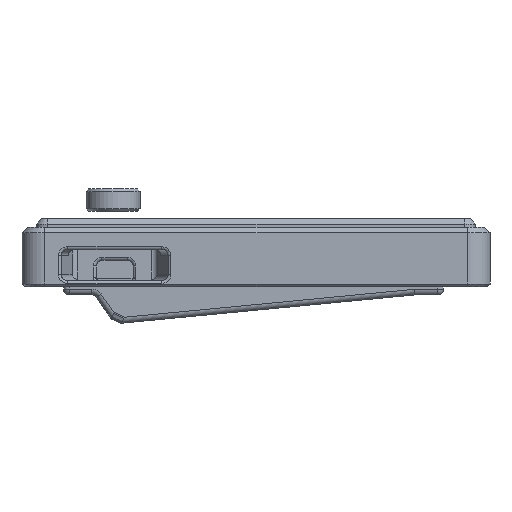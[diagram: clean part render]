
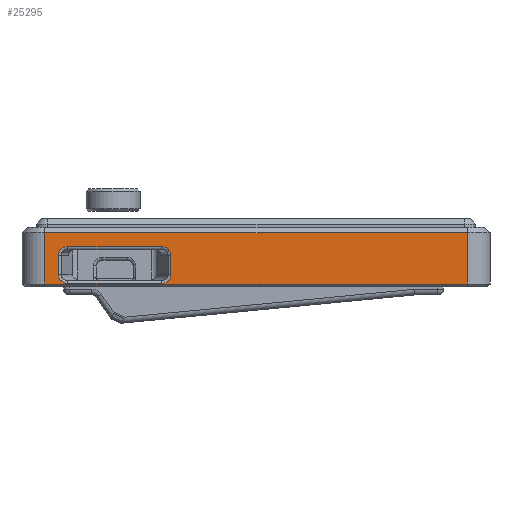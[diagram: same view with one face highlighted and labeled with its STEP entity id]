
A CAD part, left-side view. The second image highlights one B-rep face of the part: STEP entity #25295.
In plain terms, the highlighted planar face has unit normal (-1, 0, 0).
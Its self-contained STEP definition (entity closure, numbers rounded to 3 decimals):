
#23=ELLIPSE('',#27381,3.193,3.);
#26=ELLIPSE('',#27388,3.193,3.);
#28=ELLIPSE('',#27393,3.193,3.);
#30=ELLIPSE('',#27398,3.193,3.);
#1347=FACE_BOUND('',#4557,.T.);
#1859=PLANE('',#27406);
#2999=FACE_OUTER_BOUND('',#4556,.T.);
#4556=EDGE_LOOP('',(#22740,#22741,#22742,#22743));
#4557=EDGE_LOOP('',(#22744,#22745,#22746,#22747,#22748,#22749,#22750,#22751));
#6808=LINE('',#41919,#9178);
#6810=LINE('',#41955,#9180);
#6812=LINE('',#41991,#9182);
#6813=LINE('',#42023,#9183);
#6826=LINE('',#42052,#9196);
#6827=LINE('',#42054,#9197);
#6828=LINE('',#42056,#9198);
#6829=LINE('',#42057,#9199);
#9178=VECTOR('',#33222,10.);
#9180=VECTOR('',#33234,10.);
#9182=VECTOR('',#33246,10.);
#9183=VECTOR('',#33255,10.);
#9196=VECTOR('',#33282,10.);
#9197=VECTOR('',#33283,10.);
#9198=VECTOR('',#33284,10.);
#9199=VECTOR('',#33285,10.);
#12550=VERTEX_POINT('',#41907);
#12551=VERTEX_POINT('',#41909);
#12553=VERTEX_POINT('',#41915);
#12555=VERTEX_POINT('',#41945);
#12557=VERTEX_POINT('',#41951);
#12559=VERTEX_POINT('',#41981);
#12561=VERTEX_POINT('',#41987);
#12563=VERTEX_POINT('',#42017);
#12572=VERTEX_POINT('',#42050);
#12573=VERTEX_POINT('',#42051);
#12574=VERTEX_POINT('',#42053);
#12575=VERTEX_POINT('',#42055);
#16009=EDGE_CURVE('',#12550,#12551,#23,.T.);
#16014=EDGE_CURVE('',#12551,#12553,#6808,.T.);
#16017=EDGE_CURVE('',#12553,#12555,#26,.T.);
#16020=EDGE_CURVE('',#12555,#12557,#6810,.T.);
#16023=EDGE_CURVE('',#12557,#12559,#28,.T.);
#16026=EDGE_CURVE('',#12559,#12561,#6812,.T.);
#16029=EDGE_CURVE('',#12561,#12563,#30,.T.);
#16030=EDGE_CURVE('',#12563,#12550,#6813,.T.);
#16045=EDGE_CURVE('',#12572,#12573,#6826,.T.);
#16046=EDGE_CURVE('',#12574,#12572,#6827,.T.);
#16047=EDGE_CURVE('',#12575,#12574,#6828,.T.);
#16048=EDGE_CURVE('',#12573,#12575,#6829,.T.);
#22740=ORIENTED_EDGE('',*,*,#16045,.F.);
#22741=ORIENTED_EDGE('',*,*,#16046,.F.);
#22742=ORIENTED_EDGE('',*,*,#16047,.F.);
#22743=ORIENTED_EDGE('',*,*,#16048,.F.);
#22744=ORIENTED_EDGE('',*,*,#16009,.F.);
#22745=ORIENTED_EDGE('',*,*,#16030,.F.);
#22746=ORIENTED_EDGE('',*,*,#16029,.F.);
#22747=ORIENTED_EDGE('',*,*,#16026,.F.);
#22748=ORIENTED_EDGE('',*,*,#16023,.F.);
#22749=ORIENTED_EDGE('',*,*,#16020,.F.);
#22750=ORIENTED_EDGE('',*,*,#16017,.F.);
#22751=ORIENTED_EDGE('',*,*,#16014,.F.);
#25295=ADVANCED_FACE('',(#2999,#1347),#1859,.T.);
#27381=AXIS2_PLACEMENT_3D('',#41910,#33211,#33212);
#27388=AXIS2_PLACEMENT_3D('',#41949,#33227,#33228);
#27393=AXIS2_PLACEMENT_3D('',#41985,#33239,#33240);
#27398=AXIS2_PLACEMENT_3D('',#42021,#33251,#33252);
#27406=AXIS2_PLACEMENT_3D('',#42049,#33280,#33281);
#33211=DIRECTION('center_axis',(-1.,0.,0.));
#33212=DIRECTION('ref_axis',(0.,-1.,0.));
#33222=DIRECTION('',(0.,1.,0.));
#33227=DIRECTION('center_axis',(-1.,0.,0.));
#33228=DIRECTION('ref_axis',(0.,1.,0.));
#33234=DIRECTION('',(0.,0.,-1.));
#33239=DIRECTION('center_axis',(-1.,0.,0.));
#33240=DIRECTION('ref_axis',(0.,1.,0.));
#33246=DIRECTION('',(0.,-1.,0.));
#33251=DIRECTION('center_axis',(-1.,0.,0.));
#33252=DIRECTION('ref_axis',(0.,-1.,0.));
#33255=DIRECTION('',(0.,0.,1.));
#33280=DIRECTION('center_axis',(-1.,0.,0.));
#33281=DIRECTION('ref_axis',(0.,1.,0.));
#33282=DIRECTION('',(0.,1.,0.));
#33283=DIRECTION('',(0.,0.,-1.));
#33284=DIRECTION('',(0.,-1.,0.));
#33285=DIRECTION('',(0.,0.,1.));
#41907=CARTESIAN_POINT('',(-16.475,100.197,-1.9));
#41909=CARTESIAN_POINT('',(-16.475,103.39,1.1));
#41910=CARTESIAN_POINT('Origin',(-16.475,103.39,-1.9));
#41915=CARTESIAN_POINT('',(-16.475,136.405,1.1));
#41919=CARTESIAN_POINT('',(-16.475,63.431,1.1));
#41945=CARTESIAN_POINT('',(-16.475,139.598,-1.9));
#41949=CARTESIAN_POINT('Origin',(-16.475,136.405,-1.9));
#41951=CARTESIAN_POINT('',(-16.475,139.598,-8.77));
#41955=CARTESIAN_POINT('',(-16.475,139.598,-10.385));
#41981=CARTESIAN_POINT('',(-16.475,136.405,-11.77));
#41985=CARTESIAN_POINT('Origin',(-16.475,136.405,-8.77));
#41987=CARTESIAN_POINT('',(-16.475,103.39,-11.77));
#41991=CARTESIAN_POINT('',(-16.475,44.431,-11.77));
#42017=CARTESIAN_POINT('',(-16.475,100.197,-8.77));
#42021=CARTESIAN_POINT('Origin',(-16.475,103.39,-8.77));
#42023=CARTESIAN_POINT('',(-16.475,100.197,-4.95));
#42049=CARTESIAN_POINT('Origin',(-16.475,-12.035,-10.));
#42050=CARTESIAN_POINT('',(-16.475,-4.035,-12.));
#42051=CARTESIAN_POINT('',(-16.475,144.475,-12.));
#42052=CARTESIAN_POINT('',(-16.475,29.093,-12.));
#42053=CARTESIAN_POINT('',(-16.475,-4.035,6.));
#42054=CARTESIAN_POINT('',(-16.475,-4.035,-10.));
#42055=CARTESIAN_POINT('',(-16.475,144.475,6.));
#42056=CARTESIAN_POINT('',(-16.475,29.093,6.));
#42057=CARTESIAN_POINT('',(-16.475,144.475,-10.));
